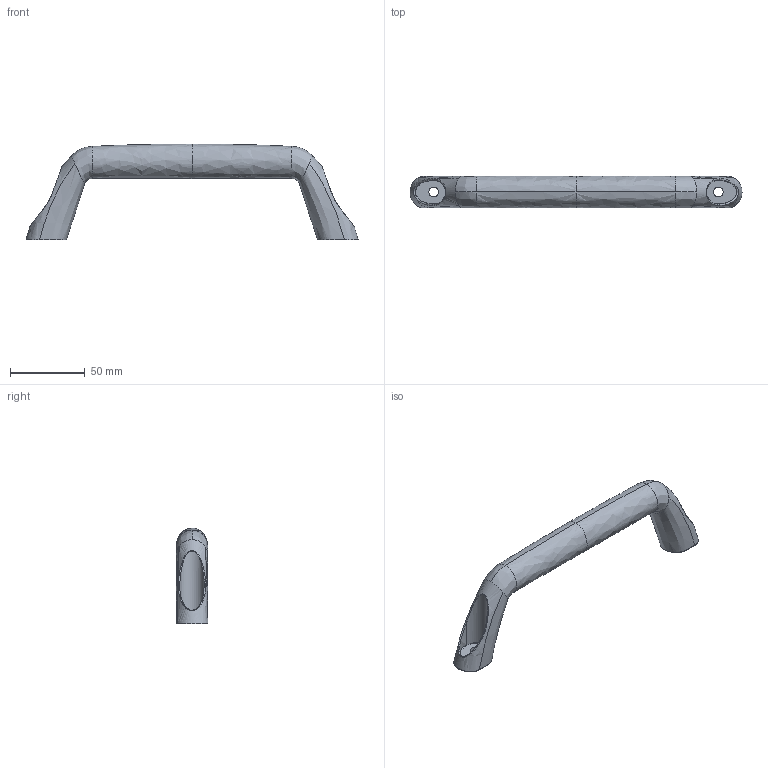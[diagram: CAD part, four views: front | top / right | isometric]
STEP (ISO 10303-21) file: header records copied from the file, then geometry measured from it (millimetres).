
FILE_DESCRIPTION( (''), '2;1');
FILE_NAME ('PC3554.19328.THA_476SUS_190_14009.stp','2025-12-23T16:00:19',(''),(''),'spGate 20.6.3 (****-****-****-****)','','');
FILE_SCHEMA (('AUTOMOTIVE_DESIGN'));
Length unit declared in the file: millimetre
Bounding box: 221.48 x 21.35 x 64 mm (x, y, z)
Volume: 84619 mm3; surface area: 20640 mm2
Topology: 1 solids, 1 shells, 48 faces, 110 edges, 68 vertices
Faces by surface type: bspline 32, cylinder 10, plane 6
Entity records: 7132 total; most frequent: CARTESIAN_POINT 5357, ORIENTED_EDGE 220, COLOUR_RGB 159, PRESENTATION_STYLE_ASSIGNMENT 159, STYLED_ITEM 159, DIRECTION 126, EDGE_CURVE 110, DRAUGHTING_PRE_DEFINED_CURVE_FONT 110
